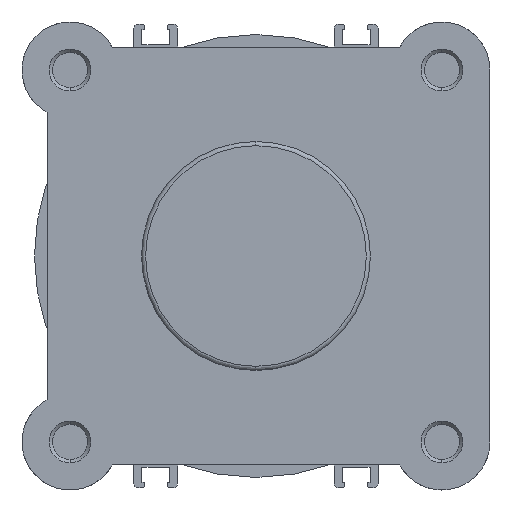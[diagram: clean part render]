
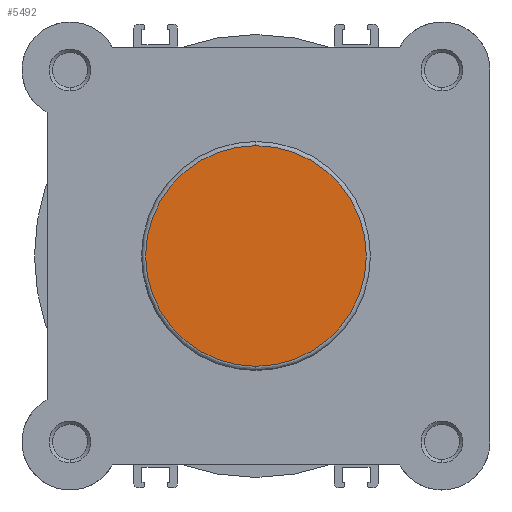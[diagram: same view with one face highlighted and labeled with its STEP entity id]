
A CAD part, left-side view. The second image highlights one B-rep face of the part: STEP entity #5492.
In plain terms, the highlighted planar face has unit normal (-1, 0, 0).
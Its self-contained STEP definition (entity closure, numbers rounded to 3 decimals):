
#68 = ORIENTED_EDGE ( 'NONE', *, *, #1800, .T. ) ;
#100 = ORIENTED_EDGE ( 'NONE', *, *, #1697, .T. ) ;
#244 = CIRCLE ( 'NONE', #2259, 26.4 ) ;
#1697 = EDGE_CURVE ( 'NONE', #6222, #5535, #244, .T. ) ;
#1800 = EDGE_CURVE ( 'NONE', #5535, #6222, #2851, .T. ) ;
#2259 = AXIS2_PLACEMENT_3D ( 'NONE', #6334, #6354, #6333 ) ;
#2315 = AXIS2_PLACEMENT_3D ( 'NONE', #6164, #6162, #6180 ) ;
#2778 = AXIS2_PLACEMENT_3D ( 'NONE', #4551, #4557, #4558 ) ;
#2851 = CIRCLE ( 'NONE', #2315, 26.4 ) ;
#4548 = PLANE ( 'NONE',  #2778 ) ;
#4551 = CARTESIAN_POINT ( 'NONE',  ( 0., 27.4, 0. ) ) ;
#4557 = DIRECTION ( 'NONE',  ( 1., 0., 0. ) ) ;
#4558 = DIRECTION ( 'NONE',  ( 0., 0., -1. ) ) ;
#4660 = CARTESIAN_POINT ( 'NONE',  ( 0., 0., 26.4 ) ) ;
#4951 = CARTESIAN_POINT ( 'NONE',  ( 0., 0., -26.4 ) ) ;
#5185 = FACE_OUTER_BOUND ( 'NONE', #6663, .T. ) ;
#5492 = ADVANCED_FACE ( 'NONE', ( #5185 ), #4548, .F. ) ;
#5535 = VERTEX_POINT ( 'NONE', #4660 ) ;
#6162 = DIRECTION ( 'NONE',  ( -1., 0., 0. ) ) ;
#6164 = CARTESIAN_POINT ( 'NONE',  ( 0., 0., 0. ) ) ;
#6180 = DIRECTION ( 'NONE',  ( 0., 0., -1. ) ) ;
#6222 = VERTEX_POINT ( 'NONE', #4951 ) ;
#6333 = DIRECTION ( 'NONE',  ( 0., 0., -1. ) ) ;
#6334 = CARTESIAN_POINT ( 'NONE',  ( 0., 0., 0. ) ) ;
#6354 = DIRECTION ( 'NONE',  ( -1., 0., 0. ) ) ;
#6663 = EDGE_LOOP ( 'NONE', ( #100, #68 ) ) ;
